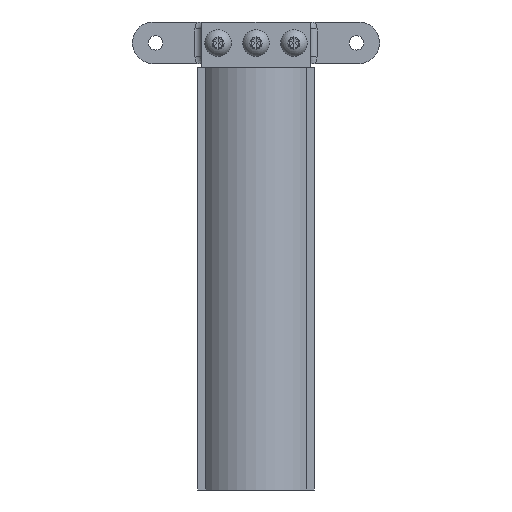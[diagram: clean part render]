
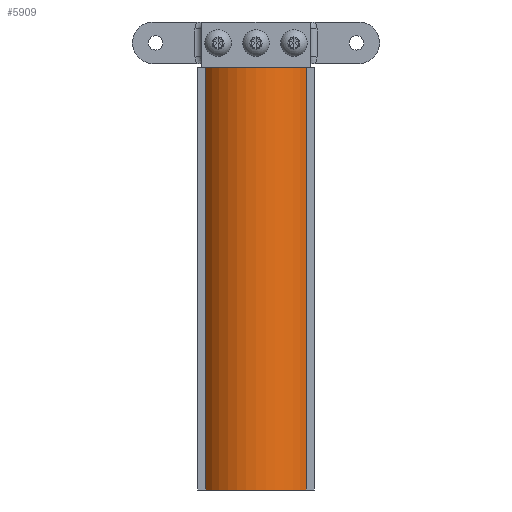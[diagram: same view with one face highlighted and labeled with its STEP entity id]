
A CAD part, front view. The second image highlights one B-rep face of the part: STEP entity #5909.
In plain terms, the highlighted cylindrical face has radius 13.052 mm (diameter 26.104 mm), a partial arc.
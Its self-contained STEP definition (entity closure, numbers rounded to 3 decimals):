
#725=FACE_OUTER_BOUND('',#1114,.T.);
#1114=EDGE_LOOP('',(#5404,#5405,#5406,#5407));
#1834=LINE('',#9460,#2556);
#1837=LINE('',#9468,#2559);
#2556=VECTOR('',#7718,10.);
#2559=VECTOR('',#7729,10.);
#2630=CIRCLE('',#6301,13.052);
#2631=CIRCLE('',#6306,13.052);
#3134=VERTEX_POINT('',#9446);
#3135=VERTEX_POINT('',#9448);
#3139=VERTEX_POINT('',#9458);
#3140=VERTEX_POINT('',#9466);
#3899=EDGE_CURVE('',#3134,#3135,#2630,.T.);
#3905=EDGE_CURVE('',#3134,#3139,#1834,.T.);
#3908=EDGE_CURVE('',#3140,#3139,#2631,.T.);
#3909=EDGE_CURVE('',#3140,#3135,#1837,.T.);
#5404=ORIENTED_EDGE('',*,*,#3905,.T.);
#5405=ORIENTED_EDGE('',*,*,#3908,.F.);
#5406=ORIENTED_EDGE('',*,*,#3909,.T.);
#5407=ORIENTED_EDGE('',*,*,#3899,.F.);
#5596=CYLINDRICAL_SURFACE('',#6305,13.052);
#5909=ADVANCED_FACE('',(#725),#5596,.T.);
#6301=AXIS2_PLACEMENT_3D('',#9449,#7709,#7710);
#6305=AXIS2_PLACEMENT_3D('',#9465,#7725,#7726);
#6306=AXIS2_PLACEMENT_3D('',#9467,#7727,#7728);
#7709=DIRECTION('center_axis',(0.,0.,-1.));
#7710=DIRECTION('ref_axis',(0.831,-0.556,0.));
#7718=DIRECTION('',(0.,0.,1.));
#7725=DIRECTION('center_axis',(0.,0.,1.));
#7726=DIRECTION('ref_axis',(0.,-1.,0.));
#7727=DIRECTION('center_axis',(0.,0.,1.));
#7728=DIRECTION('ref_axis',(0.,-1.,0.));
#7729=DIRECTION('',(0.,0.,-1.));
#9446=CARTESIAN_POINT('',(22.552,-0.92,-1.2));
#9448=CARTESIAN_POINT('',(0.848,-0.92,-1.2));
#9449=CARTESIAN_POINT('Origin',(11.7,6.332,-1.2));
#9458=CARTESIAN_POINT('',(22.552,-0.92,90.));
#9460=CARTESIAN_POINT('',(22.552,-0.92,0.));
#9465=CARTESIAN_POINT('Origin',(11.7,6.332,0.));
#9466=CARTESIAN_POINT('',(0.848,-0.92,90.));
#9467=CARTESIAN_POINT('Origin',(11.7,6.332,90.));
#9468=CARTESIAN_POINT('',(0.848,-0.92,0.));
